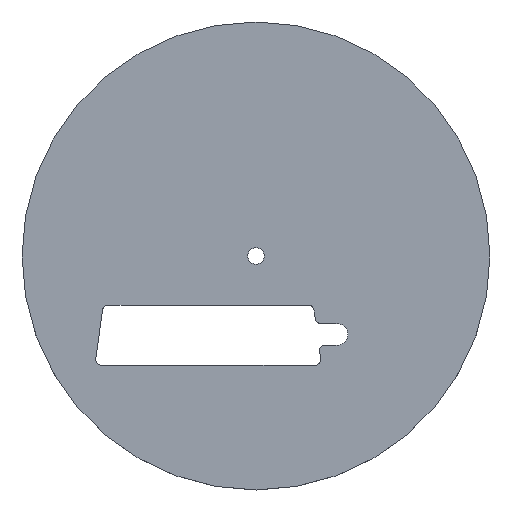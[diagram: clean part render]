
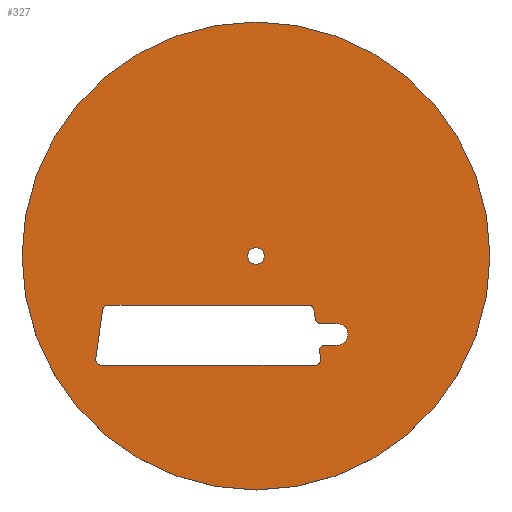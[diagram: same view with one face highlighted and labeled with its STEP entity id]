
A CAD part, top view. The second image highlights one B-rep face of the part: STEP entity #327.
In plain terms, the highlighted planar face has unit normal (0, 0, 1).
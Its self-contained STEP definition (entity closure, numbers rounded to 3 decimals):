
#15=FACE_BOUND('',#51,.T.);
#16=FACE_BOUND('',#52,.T.);
#22=PLANE('',#349);
#32=FACE_OUTER_BOUND('',#50,.T.);
#50=EDGE_LOOP('',(#232));
#51=EDGE_LOOP('',(#233,#234,#235,#236,#237,#238,#239,#240,#241,#242,#243,
#244,#245,#246));
#52=EDGE_LOOP('',(#247));
#74=LINE('',#495,#102);
#77=LINE('',#503,#105);
#78=LINE('',#507,#106);
#79=LINE('',#511,#107);
#80=LINE('',#515,#108);
#81=LINE('',#519,#109);
#82=LINE('',#523,#110);
#102=VECTOR('',#393,2.195);
#105=VECTOR('',#400,1.378);
#106=VECTOR('',#403,39.209);
#107=VECTOR('',#406,9.083);
#108=VECTOR('',#409,36.754);
#109=VECTOR('',#412,1.65);
#110=VECTOR('',#415,3.013);
#129=CIRCLE('',#347,1.);
#130=CIRCLE('',#350,42.875);
#131=CIRCLE('',#351,1.);
#132=CIRCLE('',#352,1.);
#133=CIRCLE('',#353,1.);
#134=CIRCLE('',#354,1.);
#135=CIRCLE('',#355,1.);
#136=CIRCLE('',#356,2.);
#137=CIRCLE('',#357,1.5);
#148=VERTEX_POINT('',#488);
#149=VERTEX_POINT('',#490);
#150=VERTEX_POINT('',#494);
#152=VERTEX_POINT('',#500);
#153=VERTEX_POINT('',#502);
#154=VERTEX_POINT('',#504);
#155=VERTEX_POINT('',#506);
#156=VERTEX_POINT('',#508);
#157=VERTEX_POINT('',#510);
#158=VERTEX_POINT('',#512);
#159=VERTEX_POINT('',#514);
#160=VERTEX_POINT('',#516);
#161=VERTEX_POINT('',#518);
#162=VERTEX_POINT('',#520);
#163=VERTEX_POINT('',#522);
#164=VERTEX_POINT('',#525);
#180=EDGE_CURVE('',#148,#149,#129,.T.);
#182=EDGE_CURVE('',#150,#149,#74,.T.);
#185=EDGE_CURVE('',#152,#152,#130,.T.);
#186=EDGE_CURVE('',#153,#148,#77,.T.);
#187=EDGE_CURVE('',#154,#153,#131,.T.);
#188=EDGE_CURVE('',#154,#155,#78,.T.);
#189=EDGE_CURVE('',#156,#155,#132,.T.);
#190=EDGE_CURVE('',#157,#156,#79,.T.);
#191=EDGE_CURVE('',#158,#157,#133,.T.);
#192=EDGE_CURVE('',#158,#159,#80,.T.);
#193=EDGE_CURVE('',#160,#159,#134,.T.);
#194=EDGE_CURVE('',#161,#160,#81,.T.);
#195=EDGE_CURVE('',#162,#161,#135,.T.);
#196=EDGE_CURVE('',#162,#163,#82,.T.);
#197=EDGE_CURVE('',#163,#150,#136,.T.);
#198=EDGE_CURVE('',#164,#164,#137,.T.);
#232=ORIENTED_EDGE('',*,*,#185,.T.);
#233=ORIENTED_EDGE('',*,*,#180,.F.);
#234=ORIENTED_EDGE('',*,*,#186,.F.);
#235=ORIENTED_EDGE('',*,*,#187,.F.);
#236=ORIENTED_EDGE('',*,*,#188,.T.);
#237=ORIENTED_EDGE('',*,*,#189,.F.);
#238=ORIENTED_EDGE('',*,*,#190,.F.);
#239=ORIENTED_EDGE('',*,*,#191,.F.);
#240=ORIENTED_EDGE('',*,*,#192,.T.);
#241=ORIENTED_EDGE('',*,*,#193,.F.);
#242=ORIENTED_EDGE('',*,*,#194,.F.);
#243=ORIENTED_EDGE('',*,*,#195,.F.);
#244=ORIENTED_EDGE('',*,*,#196,.T.);
#245=ORIENTED_EDGE('',*,*,#197,.T.);
#246=ORIENTED_EDGE('',*,*,#182,.T.);
#247=ORIENTED_EDGE('',*,*,#198,.T.);
#327=ADVANCED_FACE('',(#32,#15,#16),#22,.T.);
#347=AXIS2_PLACEMENT_3D('',#491,#388,#389);
#349=AXIS2_PLACEMENT_3D('',#499,#396,#397);
#350=AXIS2_PLACEMENT_3D('',#501,#398,#399);
#351=AXIS2_PLACEMENT_3D('',#505,#401,#402);
#352=AXIS2_PLACEMENT_3D('',#509,#404,#405);
#353=AXIS2_PLACEMENT_3D('',#513,#407,#408);
#354=AXIS2_PLACEMENT_3D('',#517,#410,#411);
#355=AXIS2_PLACEMENT_3D('',#521,#413,#414);
#356=AXIS2_PLACEMENT_3D('',#524,#416,#417);
#357=AXIS2_PLACEMENT_3D('',#526,#418,#419);
#388=DIRECTION('center_axis',(0.,0.,-1.));
#389=DIRECTION('ref_axis',(-0.753,0.658,0.));
#393=DIRECTION('',(-1.,0.,0.));
#396=DIRECTION('center_axis',(0.,0.,1.));
#397=DIRECTION('ref_axis',(1.,0.,0.));
#398=DIRECTION('center_axis',(0.,0.,1.));
#399=DIRECTION('ref_axis',(-1.,0.,0.));
#400=DIRECTION('',(-0.135,0.991,0.));
#401=DIRECTION('center_axis',(0.,0.,1.));
#402=DIRECTION('ref_axis',(0.753,-0.658,0.));
#403=DIRECTION('',(-1.,0.,0.));
#404=DIRECTION('center_axis',(0.,0.,1.));
#405=DIRECTION('ref_axis',(-0.753,-0.658,0.));
#406=DIRECTION('',(-0.135,-0.991,0.));
#407=DIRECTION('center_axis',(0.,0.,1.));
#408=DIRECTION('ref_axis',(-0.658,0.753,0.));
#409=DIRECTION('',(1.,0.,0.));
#410=DIRECTION('center_axis',(0.,0.,1.));
#411=DIRECTION('ref_axis',(0.658,0.753,0.));
#412=DIRECTION('',(-0.135,0.991,0.));
#413=DIRECTION('center_axis',(0.,0.,-1.));
#414=DIRECTION('ref_axis',(-0.658,-0.753,0.));
#415=DIRECTION('',(1.,0.,0.));
#416=DIRECTION('center_axis',(0.,0.,-1.));
#417=DIRECTION('ref_axis',(0.,-1.,0.));
#418=DIRECTION('center_axis',(0.,0.,-1.));
#419=DIRECTION('ref_axis',(-1.,0.,0.));
#488=CARTESIAN_POINT('',(11.659,-17.5,6.));
#490=CARTESIAN_POINT('',(12.65,-16.365,6.));
#491=CARTESIAN_POINT('Origin',(12.65,-17.365,6.));
#494=CARTESIAN_POINT('',(14.845,-16.365,6.));
#495=CARTESIAN_POINT('',(7.423,-16.365,6.));
#499=CARTESIAN_POINT('Origin',(0.,0.,
6.));
#500=CARTESIAN_POINT('',(42.875,0.,6.));
#501=CARTESIAN_POINT('Origin',(0.,0.,6.));
#502=CARTESIAN_POINT('',(11.845,-18.865,6.));
#503=CARTESIAN_POINT('',(10.177,-6.629,6.));
#504=CARTESIAN_POINT('',(10.854,-20.,6.));
#505=CARTESIAN_POINT('Origin',(10.854,-19.,6.));
#506=CARTESIAN_POINT('',(-28.354,-20.,6.));
#507=CARTESIAN_POINT('',(6.,-20.,6.));
#508=CARTESIAN_POINT('',(-29.345,-18.865,6.));
#509=CARTESIAN_POINT('Origin',(-28.354,-19.,6.));
#510=CARTESIAN_POINT('',(-28.118,-9.865,6.));
#511=CARTESIAN_POINT('',(-27.517,-5.458,6.));
#512=CARTESIAN_POINT('',(-27.127,-9.,6.));
#513=CARTESIAN_POINT('Origin',(-27.127,-10.,6.));
#514=CARTESIAN_POINT('',(9.627,-9.,6.));
#515=CARTESIAN_POINT('',(-14.75,-9.,6.));
#516=CARTESIAN_POINT('',(10.618,-9.865,6.));
#517=CARTESIAN_POINT('Origin',(9.627,-10.,6.));
#518=CARTESIAN_POINT('',(10.841,-11.5,6.));
#519=CARTESIAN_POINT('',(10.177,-6.629,6.));
#520=CARTESIAN_POINT('',(11.832,-12.365,6.));
#521=CARTESIAN_POINT('Origin',(11.832,-11.365,6.));
#522=CARTESIAN_POINT('',(14.845,-12.365,6.));
#523=CARTESIAN_POINT('',(5.479,-12.365,6.));
#524=CARTESIAN_POINT('Origin',(14.845,-14.365,6.));
#525=CARTESIAN_POINT('',(1.5,0.,6.));
#526=CARTESIAN_POINT('Origin',(0.,0.,6.));
